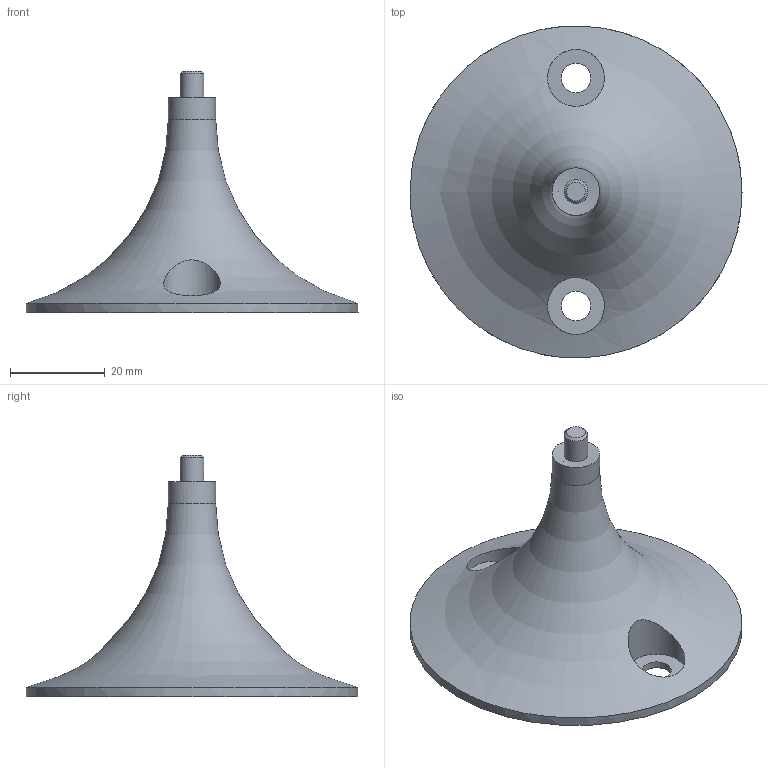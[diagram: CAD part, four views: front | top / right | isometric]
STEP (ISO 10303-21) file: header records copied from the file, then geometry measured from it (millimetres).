
FILE_DESCRIPTION(/* description */ (''),/* implementation_level */ '2;1');
FILE_NAME(/* name */ 'saturn_stand.step',/* time_stamp */ '2025-08-05T12:08:30-07:00',/* author */ (''),/* organization */ (''),/* preprocessor_version */ 'ST-DEVELOPER v20.1',/* originating_system */ 'Autodesk Translation Framework v14.10.0.0',/* authorisation */ '');
FILE_SCHEMA (('AUTOMOTIVE_DESIGN { 1 0 10303 214 3 1 1 }'));
Length unit declared in the file: millimetre
Products named in the file (1): SaturnModel-stand
Bounding box: 70 x 70 x 51 mm (x, y, z)
Volume: 34223 mm3; surface area: 11121.4 mm2
Topology: 15 solids, 15 shells, 212 faces, 507 edges, 338 vertices
Faces by surface type: plane 154, bspline 32, cylinder 20, cone 3, sphere 2, torus 1
Full cylindrical faces by diameter (mm): 1.881 x2, 5 x1, 6.25 x2, 10 x1, 12 x4, 70 x1
Entity records: 20615 total; most frequent: CARTESIAN_POINT 15830, ORIENTED_EDGE 1006, DIRECTION 838, EDGE_CURVE 503, LINE 374, VECTOR 374, VERTEX_POINT 338, EDGE_LOOP 245
